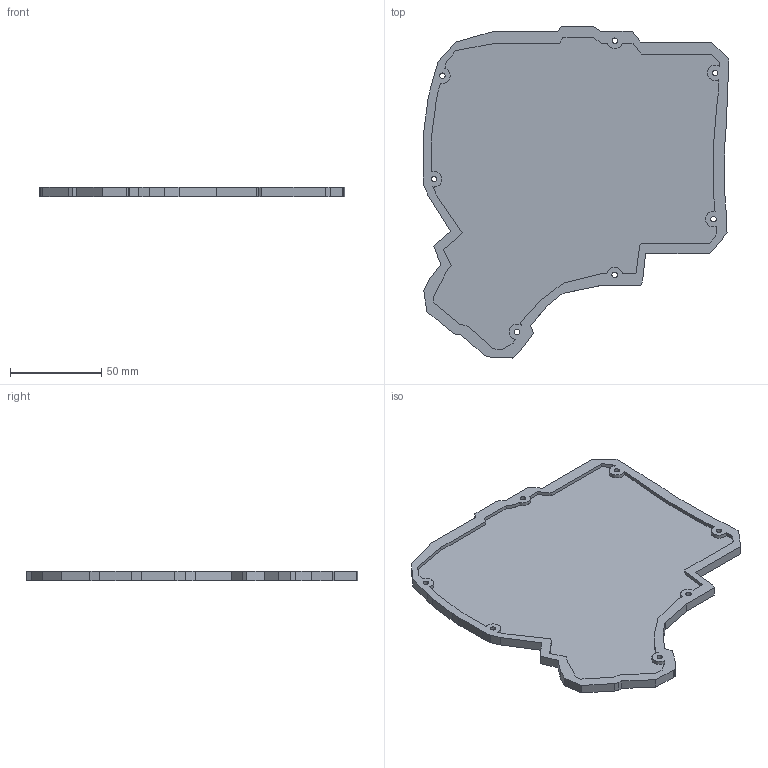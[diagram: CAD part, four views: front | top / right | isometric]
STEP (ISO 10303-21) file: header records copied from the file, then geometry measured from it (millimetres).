
FILE_DESCRIPTION(('Open CASCADE Model'),'2;1');
FILE_NAME('Open CASCADE Shape Model','2023-07-22T19:44:40',('Author'),( 'Open CASCADE'),'Open CASCADE STEP processor 7.7','Open CASCADE 7.7' ,'Unknown');
FILE_SCHEMA(('AUTOMOTIVE_DESIGN { 1 0 10303 214 1 1 1 1 }'));
Length unit declared in the file: millimetre
Products named in the file (1): Open CASCADE STEP translator 7.7 3
Bounding box: 167.66 x 181.95 x 5 mm (x, y, z)
Volume: 76494.8 mm3; surface area: 51265.4 mm2
Topology: 1 solids, 1 shells, 139 faces, 387 edges, 258 vertices
Faces by surface type: plane 118, cylinder 21
Full cylindrical faces by diameter (mm): 3 x7, 6 x7
Entity records: 9493 total; most frequent: CARTESIAN_POINT 1601, DIRECTION 1476, LINE 1077, VECTOR 1077, ORIENTED_EDGE 774, PCURVE 774, DEFINITIONAL_REPRESENTATION 774, EDGE_CURVE 387
